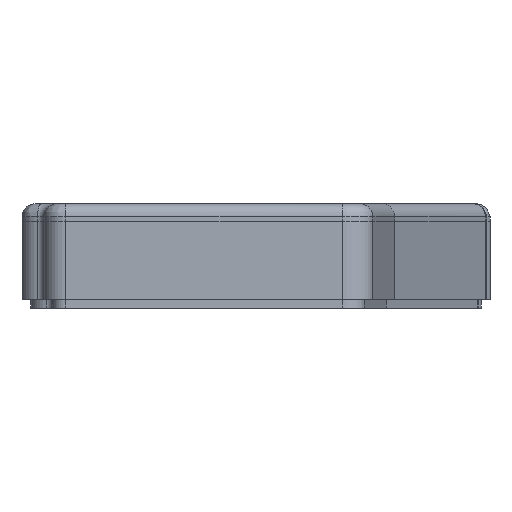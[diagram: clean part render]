
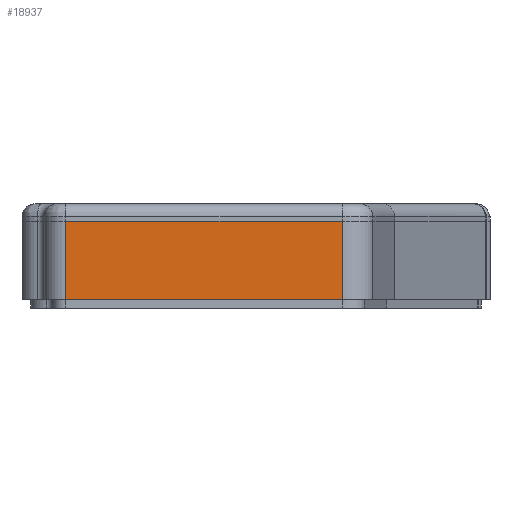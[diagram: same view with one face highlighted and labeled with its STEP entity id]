
A CAD part, left-side view. The second image highlights one B-rep face of the part: STEP entity #18937.
In plain terms, the highlighted planar face has unit normal (-1, 0.006, 0).
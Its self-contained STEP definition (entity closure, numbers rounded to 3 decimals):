
#1176=PLANE('',#20260);
#1881=FACE_OUTER_BOUND('',#2965,.T.);
#2965=EDGE_LOOP('',(#15111,#15112,#15113,#15114));
#4738=LINE('',#27910,#6836);
#4739=LINE('',#27914,#6837);
#4740=LINE('',#27916,#6838);
#4741=LINE('',#27917,#6839);
#6836=VECTOR('',#23148,10.);
#6837=VECTOR('',#23153,10.);
#6838=VECTOR('',#23154,10.);
#6839=VECTOR('',#23155,10.);
#8952=VERTEX_POINT('',#27907);
#8953=VERTEX_POINT('',#27909);
#8954=VERTEX_POINT('',#27913);
#8955=VERTEX_POINT('',#27915);
#11187=EDGE_CURVE('',#8952,#8953,#4738,.T.);
#11189=EDGE_CURVE('',#8954,#8952,#4739,.T.);
#11190=EDGE_CURVE('',#8954,#8955,#4740,.T.);
#11191=EDGE_CURVE('',#8955,#8953,#4741,.T.);
#15111=ORIENTED_EDGE('',*,*,#11189,.F.);
#15112=ORIENTED_EDGE('',*,*,#11190,.T.);
#15113=ORIENTED_EDGE('',*,*,#11191,.T.);
#15114=ORIENTED_EDGE('',*,*,#11187,.F.);
#18937=ADVANCED_FACE('',(#1881),#1176,.F.);
#20260=AXIS2_PLACEMENT_3D('',#27912,#23151,#23152);
#23148=DIRECTION('',(0.,0.,-1.));
#23151=DIRECTION('center_axis',(1.,-0.006,
0.));
#23152=DIRECTION('ref_axis',(-0.006,-1.,0.));
#23153=DIRECTION('',(-0.006,-1.,0.));
#23154=DIRECTION('',(0.,0.,-1.));
#23155=DIRECTION('',(-0.006,-1.,0.));
#27907=CARTESIAN_POINT('',(-212.857,-42.438,0.));
#27909=CARTESIAN_POINT('',(-212.857,-42.438,-18.));
#27910=CARTESIAN_POINT('',(-212.857,-42.438,0.));
#27912=CARTESIAN_POINT('Origin',(-212.498,21.233,0.));
#27913=CARTESIAN_POINT('',(-212.498,21.233,0.));
#27914=CARTESIAN_POINT('',(-212.498,21.233,0.));
#27915=CARTESIAN_POINT('',(-212.498,21.233,-18.));
#27916=CARTESIAN_POINT('',(-212.498,21.233,0.));
#27917=CARTESIAN_POINT('',(-212.498,21.233,-18.));
